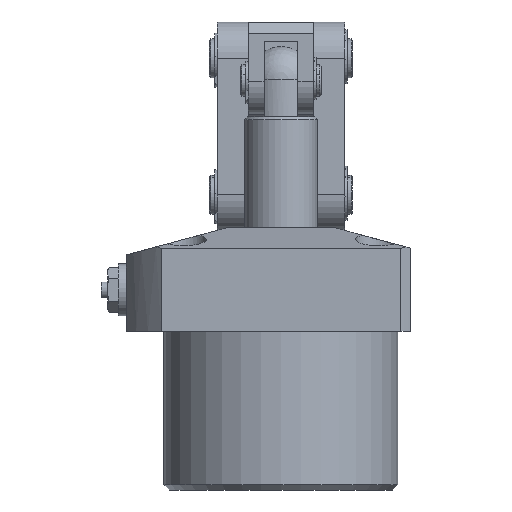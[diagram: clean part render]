
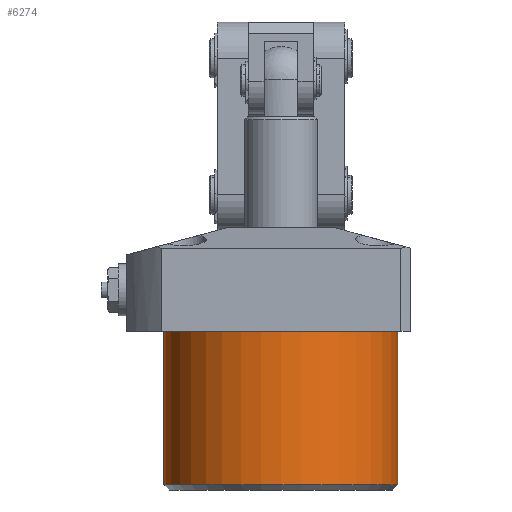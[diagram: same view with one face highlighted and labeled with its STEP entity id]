
A CAD part, front view. The second image highlights one B-rep face of the part: STEP entity #6274.
In plain terms, the highlighted cylindrical face has radius 45 mm (diameter 90 mm), a partial arc.
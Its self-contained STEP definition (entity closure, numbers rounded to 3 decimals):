
#604 = CARTESIAN_POINT ( 'NONE',  ( -45., 0., 0. ) ) ;
#664 = CARTESIAN_POINT ( 'NONE',  ( -45., 0., -59. ) ) ;
#680 = CARTESIAN_POINT ( 'NONE',  ( 45., 0., 0. ) ) ;
#1979 = DIRECTION ( 'NONE',  ( 1., 0., 0. ) ) ;
#1986 = DIRECTION ( 'NONE',  ( 0., 0., 1. ) ) ;
#1988 = CARTESIAN_POINT ( 'NONE',  ( 0., 0., -61. ) ) ;
#2549 = EDGE_CURVE ( 'NONE', #11443, #5809, #10570, .T. ) ;
#2580 = EDGE_CURVE ( 'NONE', #5809, #3843, #10615, .T. ) ;
#2601 = EDGE_CURVE ( 'NONE', #5782, #11443, #10646, .T. ) ;
#3124 = ORIENTED_EDGE ( 'NONE', *, *, #2580, .T. ) ;
#3125 = ORIENTED_EDGE ( 'NONE', *, *, #2549, .T. ) ;
#3126 = ORIENTED_EDGE ( 'NONE', *, *, #2601, .T. ) ;
#3127 = ORIENTED_EDGE ( 'NONE', *, *, #6483, .F. ) ;
#3843 = VERTEX_POINT ( 'NONE', #604 ) ;
#4250 = CARTESIAN_POINT ( 'NONE',  ( 0., 0., 0. ) ) ;
#4251 = DIRECTION ( 'NONE',  ( 0., 0., -1. ) ) ;
#4253 = DIRECTION ( 'NONE',  ( 1., 0., 0. ) ) ;
#4400 = CARTESIAN_POINT ( 'NONE',  ( 0., 0., -59. ) ) ;
#4402 = DIRECTION ( 'NONE',  ( 0., 0., 1. ) ) ;
#4403 = DIRECTION ( 'NONE',  ( -1., 0., 0. ) ) ;
#4964 = DIRECTION ( 'NONE',  ( 0., 0., 1. ) ) ;
#5158 = CARTESIAN_POINT ( 'NONE',  ( 45., 0., -61. ) ) ;
#5782 = VERTEX_POINT ( 'NONE', #664 ) ;
#5809 = VERTEX_POINT ( 'NONE', #680 ) ;
#6274 = ADVANCED_FACE ( 'NONE', ( #7739 ), #7730, .T. ) ;
#6483 = EDGE_CURVE ( 'NONE', #5782, #3843, #8037, .T. ) ;
#6687 = AXIS2_PLACEMENT_3D ( 'NONE', #4250, #4251, #4253 ) ;
#6693 = AXIS2_PLACEMENT_3D ( 'NONE', #4400, #4402, #4403 ) ;
#7119 = AXIS2_PLACEMENT_3D ( 'NONE', #1988, #1986, #1979 ) ;
#7730 = CYLINDRICAL_SURFACE ( 'NONE', #7119, 45. ) ;
#7739 = FACE_OUTER_BOUND ( 'NONE', #10133, .T. ) ;
#8037 = LINE ( 'NONE', #8823, #8040 ) ;
#8040 = VECTOR ( 'NONE', #8824, 1000. ) ;
#8823 = CARTESIAN_POINT ( 'NONE',  ( -45., 0., -61. ) ) ;
#8824 = DIRECTION ( 'NONE',  ( 0., 0., 1. ) ) ;
#9281 = CARTESIAN_POINT ( 'NONE',  ( 45., 0., -59. ) ) ;
#10133 = EDGE_LOOP ( 'NONE', ( #3127, #3126, #3125, #3124 ) ) ;
#10570 = LINE ( 'NONE', #5158, #10577 ) ;
#10577 = VECTOR ( 'NONE', #4964, 1000. ) ;
#10615 = CIRCLE ( 'NONE', #6687, 45. ) ;
#10646 = CIRCLE ( 'NONE', #6693, 45. ) ;
#11443 = VERTEX_POINT ( 'NONE', #9281 ) ;
